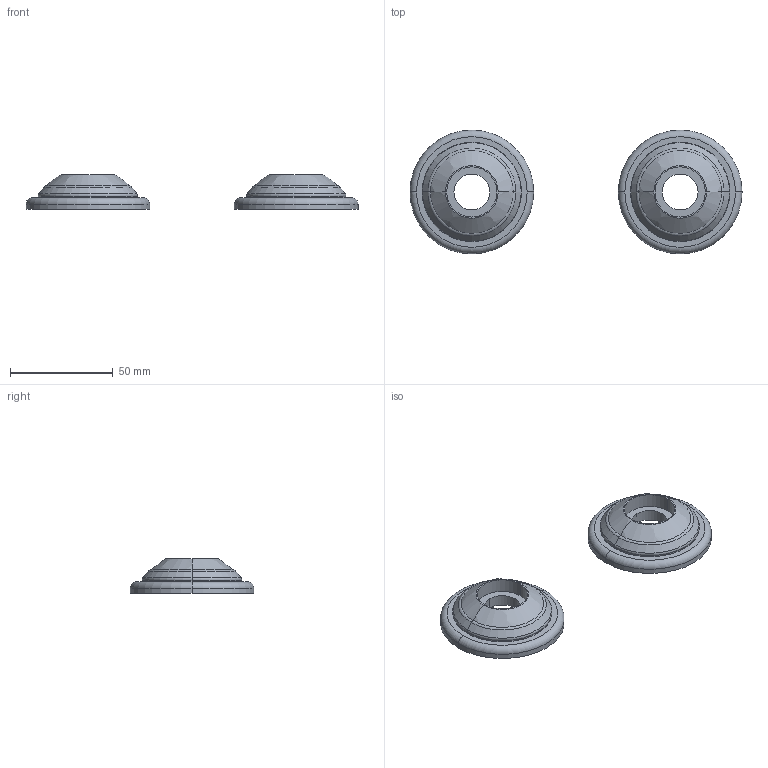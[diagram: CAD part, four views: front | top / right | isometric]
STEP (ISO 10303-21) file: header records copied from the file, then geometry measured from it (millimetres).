
FILE_DESCRIPTION((''),'2;1');
FILE_NAME('544B_ASM','2019-08-08T11:58:33',('jinson.thomas'),(''),'CREO PARAMETRIC BY PTC INC, 2018400','CREO PARAMETRIC BY PTC INC, 2018400','');
FILE_SCHEMA(('CONFIG_CONTROL_DESIGN'));
Length unit declared in the file: inch
Products named in the file (2): 40719; 544B_ASM
Assembly tree (2 placements, depth 2):
  544B_ASM
    40719  x2
Bounding box: 161.93 x 60.33 x 17.02 mm (x, y, z)
Volume: 29797.8 mm3; surface area: 16844.5 mm2
Topology: 2 solids, 2 shells, 50 faces, 100 edges, 60 vertices
Faces by surface type: cylinder 16, torus 16, plane 10, cone 4, bspline 4
Entity records: 769 total; most frequent: DIRECTION 144, CARTESIAN_POINT 139, ORIENTED_EDGE 100, AXIS2_PLACEMENT_3D 67, EDGE_CURVE 50, CIRCLE 40, VERTEX_POINT 30, EDGE_LOOP 30
